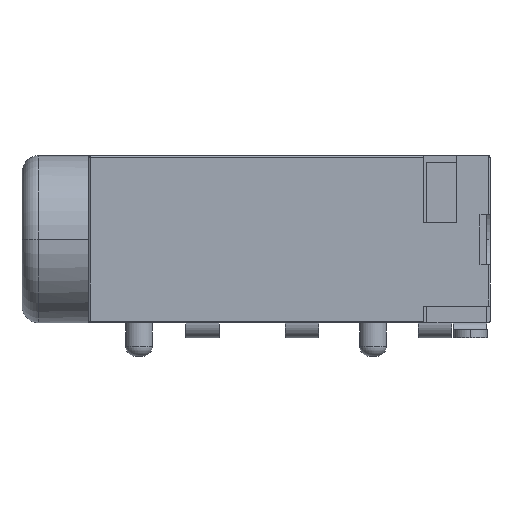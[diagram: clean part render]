
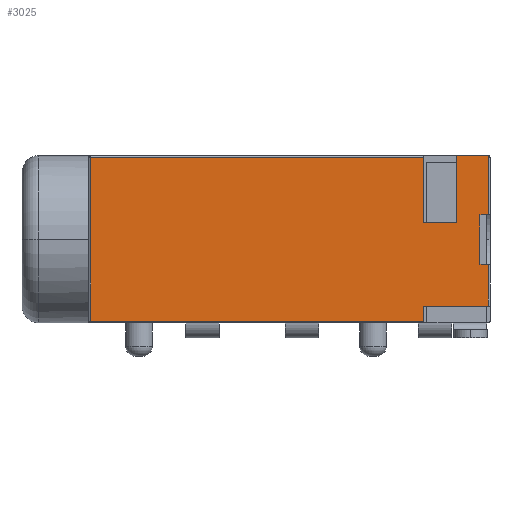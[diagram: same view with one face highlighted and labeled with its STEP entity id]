
A CAD part, front view. The second image highlights one B-rep face of the part: STEP entity #3025.
In plain terms, the highlighted planar face has unit normal (0, -1, 0).
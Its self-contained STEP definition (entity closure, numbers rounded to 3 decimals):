
#25 = CARTESIAN_POINT ( 'NONE',  ( 5.95, -3., 5. ) ) ;
#145 = CARTESIAN_POINT ( 'NONE',  ( -6., -3., 0.05 ) ) ;
#158 = LINE ( 'NONE', #5472, #5438 ) ;
#271 = ORIENTED_EDGE ( 'NONE', *, *, #1631, .F. ) ;
#350 = LINE ( 'NONE', #4729, #4321 ) ;
#371 = VECTOR ( 'NONE', #5266, 1000. ) ;
#395 = EDGE_CURVE ( 'NONE', #1274, #3122, #2356, .T. ) ;
#408 = DIRECTION ( 'NONE',  ( 0., 0., 1. ) ) ;
#426 = VECTOR ( 'NONE', #1840, 1000. ) ;
#459 = CARTESIAN_POINT ( 'NONE',  ( 5.7, -3., 5. ) ) ;
#546 = CARTESIAN_POINT ( 'NONE',  ( -5.95, -3., 5. ) ) ;
#580 = EDGE_CURVE ( 'NONE', #3536, #4481, #2486, .T. ) ;
#622 = CARTESIAN_POINT ( 'NONE',  ( 4.012, -3., 0.05 ) ) ;
#719 = CARTESIAN_POINT ( 'NONE',  ( -6., -3., 5. ) ) ;
#773 = ORIENTED_EDGE ( 'NONE', *, *, #5500, .T. ) ;
#775 = EDGE_CURVE ( 'NONE', #2558, #1061, #158, .T. ) ;
#807 = CARTESIAN_POINT ( 'NONE',  ( -5.95, -3., 4.95 ) ) ;
#833 = EDGE_CURVE ( 'NONE', #2002, #4481, #2317, .T. ) ;
#840 = ORIENTED_EDGE ( 'NONE', *, *, #1797, .T. ) ;
#1061 = VERTEX_POINT ( 'NONE', #2671 ) ;
#1087 = AXIS2_PLACEMENT_3D ( 'NONE', #719, #1261, #1639 ) ;
#1144 = DIRECTION ( 'NONE',  ( 1., 0., 0. ) ) ;
#1256 = CARTESIAN_POINT ( 'NONE',  ( 5.95, -3., 3.228 ) ) ;
#1261 = DIRECTION ( 'NONE',  ( 0., 1., 0. ) ) ;
#1274 = VERTEX_POINT ( 'NONE', #807 ) ;
#1283 = CARTESIAN_POINT ( 'NONE',  ( -5.95, -3., 0.05 ) ) ;
#1293 = CARTESIAN_POINT ( 'NONE',  ( 5.95, -3., 1.754 ) ) ;
#1338 = ORIENTED_EDGE ( 'NONE', *, *, #775, .T. ) ;
#1509 = VECTOR ( 'NONE', #4187, 1000. ) ;
#1514 = CARTESIAN_POINT ( 'NONE',  ( 4.012, -3., 0.5 ) ) ;
#1558 = VECTOR ( 'NONE', #2935, 1000. ) ;
#1562 = VECTOR ( 'NONE', #1144, 1000. ) ;
#1593 = EDGE_CURVE ( 'NONE', #4370, #1274, #3020, .T. ) ;
#1631 = EDGE_CURVE ( 'NONE', #5230, #3124, #350, .T. ) ;
#1639 = DIRECTION ( 'NONE',  ( 0., 0., 1. ) ) ;
#1691 = CARTESIAN_POINT ( 'NONE',  ( 5.012, -3., 5. ) ) ;
#1797 = EDGE_CURVE ( 'NONE', #2107, #2558, #2623, .T. ) ;
#1820 = EDGE_LOOP ( 'NONE', ( #773, #3655, #5514, #2660, #3633, #271, #3613, #4225, #4212, #3728, #4979, #3032, #840, #1338 ) ) ;
#1840 = DIRECTION ( 'NONE',  ( -1., 0., 0. ) ) ;
#1906 = CARTESIAN_POINT ( 'NONE',  ( 5.012, -3., 5. ) ) ;
#1928 = VECTOR ( 'NONE', #3952, 1000. ) ;
#1943 = EDGE_CURVE ( 'NONE', #5211, #2002, #4531, .T. ) ;
#1997 = CARTESIAN_POINT ( 'NONE',  ( 4.012, -3., 4.95 ) ) ;
#2002 = VERTEX_POINT ( 'NONE', #1256 ) ;
#2048 = VECTOR ( 'NONE', #2954, 1000. ) ;
#2087 = CARTESIAN_POINT ( 'NONE',  ( 5.012, -3., 3. ) ) ;
#2107 = VERTEX_POINT ( 'NONE', #5165 ) ;
#2317 = LINE ( 'NONE', #3562, #3193 ) ;
#2338 = CARTESIAN_POINT ( 'NONE',  ( 4.012, -3., 3. ) ) ;
#2356 = LINE ( 'NONE', #546, #2496 ) ;
#2418 = CARTESIAN_POINT ( 'NONE',  ( -6., -3., 0.5 ) ) ;
#2466 = VERTEX_POINT ( 'NONE', #622 ) ;
#2486 = LINE ( 'NONE', #5158, #2763 ) ;
#2496 = VECTOR ( 'NONE', #3182, 1000. ) ;
#2558 = VERTEX_POINT ( 'NONE', #1293 ) ;
#2623 = LINE ( 'NONE', #25, #1928 ) ;
#2660 = ORIENTED_EDGE ( 'NONE', *, *, #580, .F. ) ;
#2671 = CARTESIAN_POINT ( 'NONE',  ( 5.7, -3., 1.754 ) ) ;
#2721 = DIRECTION ( 'NONE',  ( 0., 0., 1. ) ) ;
#2763 = VECTOR ( 'NONE', #4547, 1000. ) ;
#2903 = PLANE ( 'NONE',  #1087 ) ;
#2915 = CARTESIAN_POINT ( 'NONE',  ( -6., -3., 3.228 ) ) ;
#2935 = DIRECTION ( 'NONE',  ( -1., 0., 0. ) ) ;
#2954 = DIRECTION ( 'NONE',  ( 0., 0., -1. ) ) ;
#3020 = LINE ( 'NONE', #4462, #426 ) ;
#3025 = ADVANCED_FACE ( 'NONE', ( #3378 ), #2903, .F. ) ;
#3032 = ORIENTED_EDGE ( 'NONE', *, *, #4505, .F. ) ;
#3063 = LINE ( 'NONE', #4217, #4443 ) ;
#3122 = VERTEX_POINT ( 'NONE', #1283 ) ;
#3124 = VERTEX_POINT ( 'NONE', #2087 ) ;
#3182 = DIRECTION ( 'NONE',  ( 0., 0., -1. ) ) ;
#3193 = VECTOR ( 'NONE', #2721, 1000. ) ;
#3201 = LINE ( 'NONE', #1691, #2048 ) ;
#3256 = LINE ( 'NONE', #459, #5271 ) ;
#3263 = DIRECTION ( 'NONE',  ( 0., 0., 1. ) ) ;
#3374 = LINE ( 'NONE', #3485, #371 ) ;
#3378 = FACE_OUTER_BOUND ( 'NONE', #1820, .T. ) ;
#3485 = CARTESIAN_POINT ( 'NONE',  ( 4.012, -3., 5. ) ) ;
#3536 = VERTEX_POINT ( 'NONE', #1906 ) ;
#3562 = CARTESIAN_POINT ( 'NONE',  ( 5.95, -3., 5. ) ) ;
#3577 = EDGE_CURVE ( 'NONE', #3122, #2466, #4183, .T. ) ;
#3613 = ORIENTED_EDGE ( 'NONE', *, *, #3831, .T. ) ;
#3633 = ORIENTED_EDGE ( 'NONE', *, *, #4720, .T. ) ;
#3655 = ORIENTED_EDGE ( 'NONE', *, *, #1943, .T. ) ;
#3728 = ORIENTED_EDGE ( 'NONE', *, *, #3577, .T. ) ;
#3831 = EDGE_CURVE ( 'NONE', #5230, #4370, #3374, .T. ) ;
#3952 = DIRECTION ( 'NONE',  ( 0., 0., 1. ) ) ;
#4183 = LINE ( 'NONE', #145, #1509 ) ;
#4187 = DIRECTION ( 'NONE',  ( 1., 0., 0. ) ) ;
#4212 = ORIENTED_EDGE ( 'NONE', *, *, #395, .T. ) ;
#4217 = CARTESIAN_POINT ( 'NONE',  ( 4.012, -3., 5. ) ) ;
#4225 = ORIENTED_EDGE ( 'NONE', *, *, #1593, .T. ) ;
#4248 = CARTESIAN_POINT ( 'NONE',  ( 5.95, -3., 5. ) ) ;
#4321 = VECTOR ( 'NONE', #5170, 1000. ) ;
#4370 = VERTEX_POINT ( 'NONE', #1997 ) ;
#4443 = VECTOR ( 'NONE', #3263, 1000. ) ;
#4462 = CARTESIAN_POINT ( 'NONE',  ( -6., -3., 4.95 ) ) ;
#4481 = VERTEX_POINT ( 'NONE', #4248 ) ;
#4505 = EDGE_CURVE ( 'NONE', #2107, #5293, #4721, .T. ) ;
#4531 = LINE ( 'NONE', #2915, #1562 ) ;
#4547 = DIRECTION ( 'NONE',  ( 1., 0., 0. ) ) ;
#4554 = CARTESIAN_POINT ( 'NONE',  ( 5.7, -3., 3.228 ) ) ;
#4720 = EDGE_CURVE ( 'NONE', #3536, #3124, #3201, .T. ) ;
#4721 = LINE ( 'NONE', #2418, #1558 ) ;
#4729 = CARTESIAN_POINT ( 'NONE',  ( -6., -3., 3. ) ) ;
#4979 = ORIENTED_EDGE ( 'NONE', *, *, #5332, .T. ) ;
#5077 = DIRECTION ( 'NONE',  ( -1., 0., 0. ) ) ;
#5158 = CARTESIAN_POINT ( 'NONE',  ( -6., -3., 5. ) ) ;
#5165 = CARTESIAN_POINT ( 'NONE',  ( 5.95, -3., 0.5 ) ) ;
#5170 = DIRECTION ( 'NONE',  ( 1., 0., 0. ) ) ;
#5211 = VERTEX_POINT ( 'NONE', #4554 ) ;
#5230 = VERTEX_POINT ( 'NONE', #2338 ) ;
#5266 = DIRECTION ( 'NONE',  ( 0., 0., 1. ) ) ;
#5271 = VECTOR ( 'NONE', #408, 1000. ) ;
#5293 = VERTEX_POINT ( 'NONE', #1514 ) ;
#5332 = EDGE_CURVE ( 'NONE', #2466, #5293, #3063, .T. ) ;
#5438 = VECTOR ( 'NONE', #5077, 1000. ) ;
#5472 = CARTESIAN_POINT ( 'NONE',  ( -6., -3., 1.754 ) ) ;
#5500 = EDGE_CURVE ( 'NONE', #1061, #5211, #3256, .T. ) ;
#5514 = ORIENTED_EDGE ( 'NONE', *, *, #833, .T. ) ;
